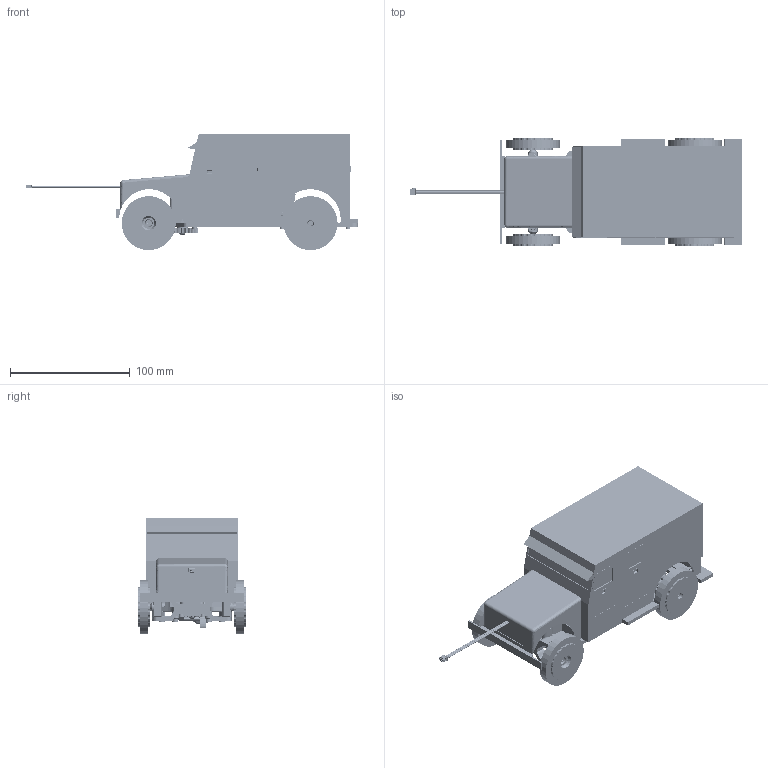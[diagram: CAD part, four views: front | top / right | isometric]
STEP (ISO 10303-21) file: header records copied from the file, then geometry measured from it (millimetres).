
FILE_DESCRIPTION(('CATIA V5 STEP Exchange'),'2;1');
FILE_NAME('IE1开源RC小车-20240511.stp','2024-05-11T01:40:21+00:00',('none'),('none'),'CATIA Version 5 Release 20 GA (IN-10)','CATIA V5 STEP AP214','none');
FILE_SCHEMA(('AUTOMOTIVE_DESIGN { 1 0 10303 214 1 1 1 1 }'));
Products named in the file (24): EM40D RC ASSY; EM40D car; id6; 舵机; yangjiao; 轮皮; yangjiao-R; 齿条; phi2.5-3-M2塞打螺丝; 1m 17t 主动齿轮; phi3-3-M2.5; 后轮轮毂; phi3-6-M2.5; 前轮轮毂; 舵盘; 转向拉杆; 转向齿轮; B287E208-6B64-4027-97AA-91189103F693; EM40D主控器^EM40D-台风V3; 复件 (2) ^___EM40D-台风(2)_EM40D-台风V3; M2X80001; ________________M2__6(2)^教育机型原型机-（铲车）; GB70_2-M3X6-12_9; 0009^0000_ASM_【保密】EM40D 开源机器 黑厨子 20240112 林朝辉(2)_自动恢复 【保密】EM40D 开源机器 黑厨子 20240112 林朝辉
Assembly tree (55 placements, depth 2):
  EM40D RC ASSY
    EM40D car
    id6
    舵机
    yangjiao
    轮皮  x4
    yangjiao-R
    齿条
    phi2.5-3-M2塞打螺丝  x6
    1m 17t 主动齿轮
    phi3-3-M2.5
    后轮轮毂  x2
    phi3-6-M2.5
    前轮轮毂  x2
    舵盘
    转向拉杆  x2
    转向齿轮
    B287E208-6B64-4027-97AA-91189103F693
    EM40D主控器^EM40D-台风V3
    复件 (2) ^___EM40D-台风(2)_EM40D-台风V3
    M2X80001  x18
    ________________M2__6(2)^教育机型原型机-（铲车）  x3
    GB70_2-M3X6-12_9  x3
    0009^0000_ASM_【保密】EM40D 开源机器 黑厨子 20240112 林朝辉(2)_自动恢复 【保密】EM40D 开源机器 黑厨子 20240112 林朝辉
Bounding box: 276.95 x 90 x 96.98 mm (x, y, z)
Volume: 269925.3 mm3; surface area: 200088.6 mm2
Topology: 69 solids, 74 shells, 5362 faces, 14292 edges, 9197 vertices
Faces by surface type: cylinder 1944, plane 1792, bspline 779, cone 557, torus 145, extrusion 109, sphere 36
Entity records: 173862 total; most frequent: CARTESIAN_POINT 90212, ORIENTED_EDGE 19412, DIRECTION 12894, EDGE_CURVE 9706, VERTEX_POINT 6302, AXIS2_PLACEMENT_3D 5072, VECTOR 4908, LINE 4799
